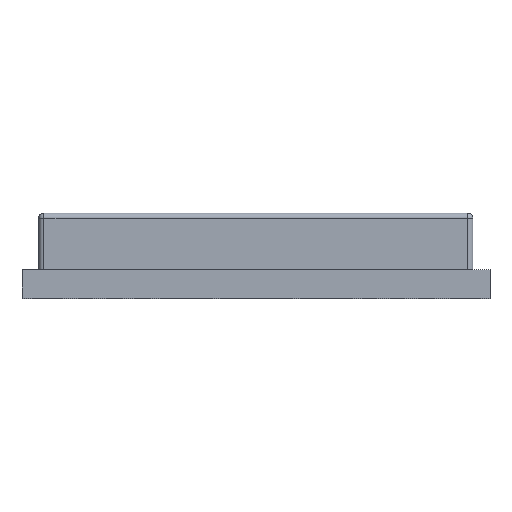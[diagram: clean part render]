
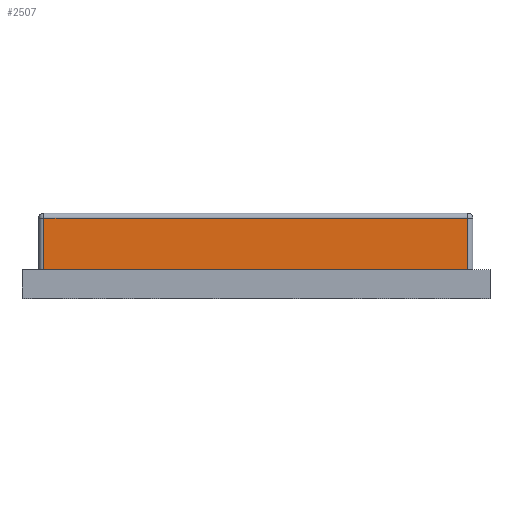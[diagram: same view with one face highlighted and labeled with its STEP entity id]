
A CAD part, top view. The second image highlights one B-rep face of the part: STEP entity #2507.
In plain terms, the highlighted planar face has unit normal (0, 0, 1).
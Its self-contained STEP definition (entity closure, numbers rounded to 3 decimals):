
#697 = VECTOR ( 'NONE', #9732, 1000. ) ;
#952 = CARTESIAN_POINT ( 'NONE',  ( -6.13, 2.25, 7.82 ) ) ;
#1486 = VERTEX_POINT ( 'NONE', #14614 ) ;
#2325 = VECTOR ( 'NONE', #6008, 1000. ) ;
#2336 = CARTESIAN_POINT ( 'NONE',  ( 5.97, 0.8, 7.82 ) ) ;
#2490 = EDGE_CURVE ( 'NONE', #11974, #16424, #9326, .T. ) ;
#2507 = ADVANCED_FACE ( 'NONE', ( #17990 ), #17892, .F. ) ;
#2745 = CARTESIAN_POINT ( 'NONE',  ( 5.97, 2.4, 7.82 ) ) ;
#3051 = VECTOR ( 'NONE', #10810, 1000. ) ;
#3428 = LINE ( 'NONE', #19225, #697 ) ;
#6008 = DIRECTION ( 'NONE',  ( 1., 0., 0. ) ) ;
#8286 = EDGE_LOOP ( 'NONE', ( #17891, #13005, #11522, #19273 ) ) ;
#9326 = LINE ( 'NONE', #2745, #3051 ) ;
#9732 = DIRECTION ( 'NONE',  ( 0., -1., 0. ) ) ;
#10379 = CARTESIAN_POINT ( 'NONE',  ( -5.98, 2.25, 7.82 ) ) ;
#10810 = DIRECTION ( 'NONE',  ( 0., 1., 0. ) ) ;
#11522 = ORIENTED_EDGE ( 'NONE', *, *, #14633, .T. ) ;
#11974 = VERTEX_POINT ( 'NONE', #2336 ) ;
#12691 = CARTESIAN_POINT ( 'NONE',  ( 0., 0.8, 7.82 ) ) ;
#12755 = EDGE_CURVE ( 'NONE', #1486, #11974, #18783, .T. ) ;
#12968 = DIRECTION ( 'NONE',  ( -1., 0., 0. ) ) ;
#13005 = ORIENTED_EDGE ( 'NONE', *, *, #2490, .T. ) ;
#13515 = VERTEX_POINT ( 'NONE', #10379 ) ;
#13792 = EDGE_CURVE ( 'NONE', #13515, #1486, #3428, .T. ) ;
#14614 = CARTESIAN_POINT ( 'NONE',  ( -5.98, 0.8, 7.82 ) ) ;
#14633 = EDGE_CURVE ( 'NONE', #16424, #13515, #19786, .T. ) ;
#15796 = CARTESIAN_POINT ( 'NONE',  ( 5.97, 2.25, 7.82 ) ) ;
#16216 = DIRECTION ( 'NONE',  ( 0., 0., -1. ) ) ;
#16424 = VERTEX_POINT ( 'NONE', #15796 ) ;
#17753 = AXIS2_PLACEMENT_3D ( 'NONE', #19251, #16216, #12968 ) ;
#17891 = ORIENTED_EDGE ( 'NONE', *, *, #12755, .T. ) ;
#17892 = PLANE ( 'NONE',  #17753 ) ;
#17990 = FACE_OUTER_BOUND ( 'NONE', #8286, .T. ) ;
#18433 = DIRECTION ( 'NONE',  ( -1., 0., 0. ) ) ;
#18692 = VECTOR ( 'NONE', #18433, 1000. ) ;
#18783 = LINE ( 'NONE', #12691, #2325 ) ;
#19225 = CARTESIAN_POINT ( 'NONE',  ( -5.98, 2.4, 7.82 ) ) ;
#19251 = CARTESIAN_POINT ( 'NONE',  ( 0., 2.4, 7.82 ) ) ;
#19273 = ORIENTED_EDGE ( 'NONE', *, *, #13792, .T. ) ;
#19786 = LINE ( 'NONE', #952, #18692 ) ;
